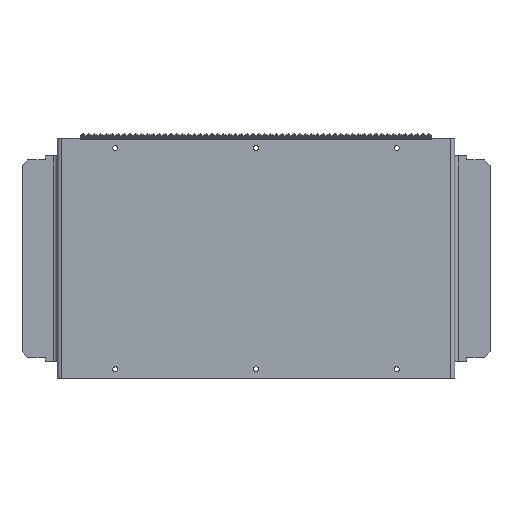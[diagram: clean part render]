
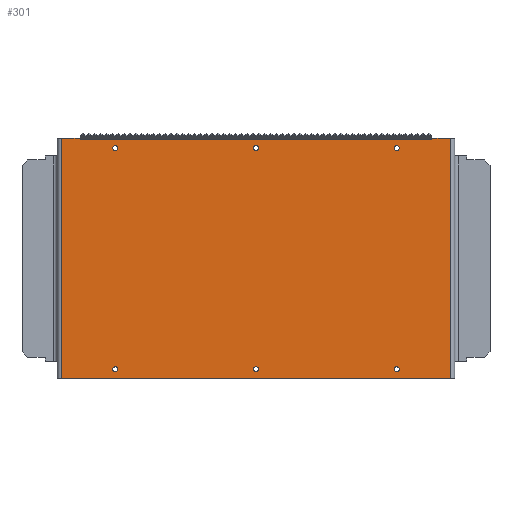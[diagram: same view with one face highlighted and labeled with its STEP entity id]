
A CAD part, front view. The second image highlights one B-rep face of the part: STEP entity #301.
In plain terms, the highlighted planar face has unit normal (0, -1, 0).
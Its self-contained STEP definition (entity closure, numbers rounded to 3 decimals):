
#49=CARTESIAN_POINT('',(-210.2,-140.0,130.));
#50=VERTEX_POINT('',#49);
#68=CARTESIAN_POINT('',(-210.2,-140.0,-130.));
#69=VERTEX_POINT('',#68);
#77=CARTESIAN_POINT('',(-210.2,-140.0,-130.));
#78=DIRECTION('',(0.0,0.0,1.0));
#79=VECTOR('',#78,260.);
#80=LINE('',#77,#79);
#81=EDGE_CURVE('',#69,#50,#80,.T.);
#92=CARTESIAN_POINT('',(-190.,-140.0,130.));
#93=VERTEX_POINT('',#92);
#94=CARTESIAN_POINT('',(-190.,-140.0,130.));
#95=DIRECTION('',(-1.0,0.0,0.0));
#96=VECTOR('',#95,20.2);
#97=LINE('',#94,#96);
#98=EDGE_CURVE('',#93,#50,#97,.T.);
#180=CARTESIAN_POINT('',(0.0,-140.0,0.0));
#181=DIRECTION('',(0.0,-1.0,0.0));
#182=DIRECTION('',(0.0,0.0,-1.0));
#183=AXIS2_PLACEMENT_3D('',#180,#181,#182);
#184=PLANE('',#183);
#185=ORIENTED_EDGE('',*,*,#81,.F.);
#186=CARTESIAN_POINT('',(210.2,-140.0,-130.));
#187=VERTEX_POINT('',#186);
#188=CARTESIAN_POINT('',(-210.2,-140.0,-130.));
#189=DIRECTION('',(1.0,0.0,0.0));
#190=VECTOR('',#189,420.4);
#191=LINE('',#188,#190);
#192=EDGE_CURVE('',#69,#187,#191,.T.);
#193=ORIENTED_EDGE('',*,*,#192,.T.);
#194=CARTESIAN_POINT('',(210.2,-140.0,130.));
#195=VERTEX_POINT('',#194);
#196=CARTESIAN_POINT('',(210.2,-140.0,130.));
#197=DIRECTION('',(0.0,0.0,-1.0));
#198=VECTOR('',#197,260.);
#199=LINE('',#196,#198);
#200=EDGE_CURVE('',#195,#187,#199,.T.);
#201=ORIENTED_EDGE('',*,*,#200,.F.);
#202=CARTESIAN_POINT('',(190.,-140.0,130.));
#203=VERTEX_POINT('',#202);
#204=CARTESIAN_POINT('',(210.2,-140.0,130.));
#205=DIRECTION('',(-1.0,0.0,0.0));
#206=VECTOR('',#205,20.2);
#207=LINE('',#204,#206);
#208=EDGE_CURVE('',#195,#203,#207,.T.);
#209=ORIENTED_EDGE('',*,*,#208,.T.);
#210=CARTESIAN_POINT('',(190.,-140.0,128.959));
#211=VERTEX_POINT('',#210);
#212=CARTESIAN_POINT('',(190.,-140.0,130.));
#213=DIRECTION('',(0.0,0.0,-1.0));
#214=VECTOR('',#213,1.041);
#215=LINE('',#212,#214);
#216=EDGE_CURVE('',#203,#211,#215,.T.);
#217=ORIENTED_EDGE('',*,*,#216,.T.);
#218=CARTESIAN_POINT('',(-190.,-140.0,128.959));
#219=VERTEX_POINT('',#218);
#220=CARTESIAN_POINT('',(190.,-140.0,128.959));
#221=DIRECTION('',(-1.0,0.0,0.0));
#222=VECTOR('',#221,380.);
#223=LINE('',#220,#222);
#224=EDGE_CURVE('',#211,#219,#223,.T.);
#225=ORIENTED_EDGE('',*,*,#224,.T.);
#226=CARTESIAN_POINT('',(-190.,-140.0,128.959));
#227=DIRECTION('',(0.0,0.0,1.0));
#228=VECTOR('',#227,1.041);
#229=LINE('',#226,#228);
#230=EDGE_CURVE('',#219,#93,#229,.T.);
#231=ORIENTED_EDGE('',*,*,#230,.T.);
#232=ORIENTED_EDGE('',*,*,#98,.T.);
#233=EDGE_LOOP('',(#185,#193,#201,#209,#217,#225,#231,#232));
#234=FACE_OUTER_BOUND('',#233,.T.);
#235=CARTESIAN_POINT('',(-149.25,-140.0,-119.5));
#236=VERTEX_POINT('',#235);
#237=CARTESIAN_POINT('',(-152.,-140.0,-119.5));
#238=DIRECTION('',(0.0,1.0,0.0));
#239=DIRECTION('',(1.0,0.0,0.0));
#240=AXIS2_PLACEMENT_3D('',#237,#238,#239);
#241=CIRCLE('',#240,2.75);
#242=EDGE_CURVE('',#236,#236,#241,.T.);
#243=ORIENTED_EDGE('',*,*,#242,.T.);
#244=EDGE_LOOP('',(#243));
#245=FACE_BOUND('',#244,.T.);
#246=CARTESIAN_POINT('',(-2.75,-140.0,119.5));
#247=VERTEX_POINT('',#246);
#248=CARTESIAN_POINT('',(0.0,-140.0,119.5));
#249=DIRECTION('',(0.0,1.0,0.0));
#250=DIRECTION('',(-1.0,0.0,0.0));
#251=AXIS2_PLACEMENT_3D('',#248,#249,#250);
#252=CIRCLE('',#251,2.75);
#253=EDGE_CURVE('',#247,#247,#252,.T.);
#254=ORIENTED_EDGE('',*,*,#253,.T.);
#255=EDGE_LOOP('',(#254));
#256=FACE_BOUND('',#255,.T.);
#257=CARTESIAN_POINT('',(149.25,-140.0,119.5));
#258=VERTEX_POINT('',#257);
#259=CARTESIAN_POINT('',(152.,-140.0,119.5));
#260=DIRECTION('',(0.0,1.0,0.0));
#261=DIRECTION('',(-1.0,0.0,0.0));
#262=AXIS2_PLACEMENT_3D('',#259,#260,#261);
#263=CIRCLE('',#262,2.75);
#264=EDGE_CURVE('',#258,#258,#263,.T.);
#265=ORIENTED_EDGE('',*,*,#264,.T.);
#266=EDGE_LOOP('',(#265));
#267=FACE_BOUND('',#266,.T.);
#268=CARTESIAN_POINT('',(-149.25,-140.0,119.5));
#269=VERTEX_POINT('',#268);
#270=CARTESIAN_POINT('',(-152.,-140.0,119.5));
#271=DIRECTION('',(0.0,1.0,0.0));
#272=DIRECTION('',(1.0,0.0,0.0));
#273=AXIS2_PLACEMENT_3D('',#270,#271,#272);
#274=CIRCLE('',#273,2.75);
#275=EDGE_CURVE('',#269,#269,#274,.T.);
#276=ORIENTED_EDGE('',*,*,#275,.T.);
#277=EDGE_LOOP('',(#276));
#278=FACE_BOUND('',#277,.T.);
#279=CARTESIAN_POINT('',(149.25,-140.0,-119.5));
#280=VERTEX_POINT('',#279);
#281=CARTESIAN_POINT('',(152.,-140.0,-119.5));
#282=DIRECTION('',(0.0,1.0,0.0));
#283=DIRECTION('',(-1.0,0.0,0.0));
#284=AXIS2_PLACEMENT_3D('',#281,#282,#283);
#285=CIRCLE('',#284,2.75);
#286=EDGE_CURVE('',#280,#280,#285,.T.);
#287=ORIENTED_EDGE('',*,*,#286,.T.);
#288=EDGE_LOOP('',(#287));
#289=FACE_BOUND('',#288,.T.);
#290=CARTESIAN_POINT('',(-2.75,-140.0,-119.5));
#291=VERTEX_POINT('',#290);
#292=CARTESIAN_POINT('',(0.0,-140.0,-119.5));
#293=DIRECTION('',(0.0,1.0,0.0));
#294=DIRECTION('',(1.0,0.0,0.0));
#295=AXIS2_PLACEMENT_3D('',#292,#293,#294);
#296=CIRCLE('',#295,2.75);
#297=EDGE_CURVE('',#291,#291,#296,.T.);
#298=ORIENTED_EDGE('',*,*,#297,.T.);
#299=EDGE_LOOP('',(#298));
#300=FACE_BOUND('',#299,.T.);
#301=ADVANCED_FACE('',(#234,#245,#256,#267,#278,#289,#300),#184,.T.);
